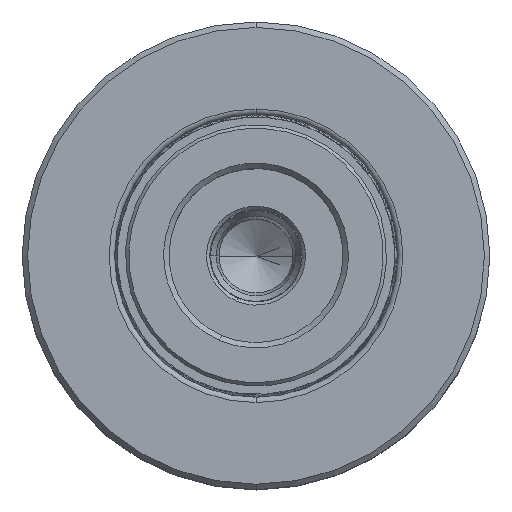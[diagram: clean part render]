
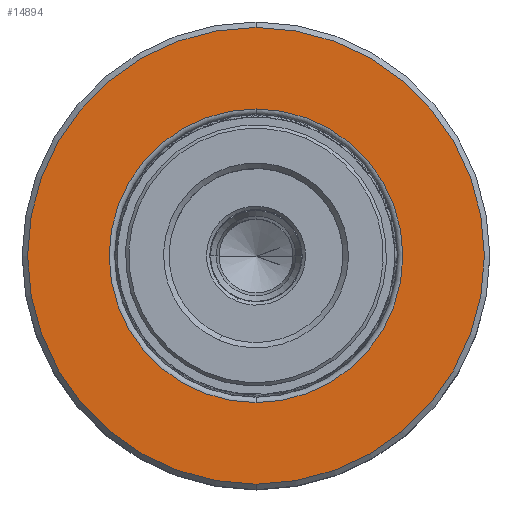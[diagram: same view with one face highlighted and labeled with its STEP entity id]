
A CAD part, top view. The second image highlights one B-rep face of the part: STEP entity #14894.
In plain terms, the highlighted face is planar.
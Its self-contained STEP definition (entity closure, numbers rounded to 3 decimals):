
#376 = PLANE ( 'NONE',  #10272 ) ;
#1977 = CIRCLE ( 'NONE', #28051, 13.5 ) ;
#2417 = DIRECTION ( 'NONE',  ( 0., 0., -1. ) ) ;
#2833 = CARTESIAN_POINT ( 'NONE',  ( 0., 10.687, 0. ) ) ;
#3486 = CARTESIAN_POINT ( 'NONE',  ( 0., 10.687, 13.5 ) ) ;
#3490 = CIRCLE ( 'NONE', #13289, 21. ) ;
#4235 = CARTESIAN_POINT ( 'NONE',  ( 0., 10.687, 21. ) ) ;
#4336 = CIRCLE ( 'NONE', #9350, 13.5 ) ;
#4381 = EDGE_CURVE ( 'NONE', #24284, #16767, #1977, .T. ) ;
#5164 = DIRECTION ( 'NONE',  ( 0., 0., -1. ) ) ;
#5502 = DIRECTION ( 'NONE',  ( 0., -1., 0. ) ) ;
#6356 = EDGE_CURVE ( 'NONE', #23106, #33719, #22555, .T. ) ;
#6946 = FACE_BOUND ( 'NONE', #21115, .T. ) ;
#8121 = DIRECTION ( 'NONE',  ( 0., 0., -1. ) ) ;
#8330 = EDGE_CURVE ( 'NONE', #33719, #23106, #3490, .T. ) ;
#9350 = AXIS2_PLACEMENT_3D ( 'NONE', #12991, #13213, #5164 ) ;
#10272 = AXIS2_PLACEMENT_3D ( 'NONE', #26671, #10668, #10746 ) ;
#10668 = DIRECTION ( 'NONE',  ( 0., 1., 0. ) ) ;
#10746 = DIRECTION ( 'NONE',  ( 0., 0., 1. ) ) ;
#10772 = DIRECTION ( 'NONE',  ( 0., -1., 0. ) ) ;
#11415 = EDGE_CURVE ( 'NONE', #16767, #24284, #4336, .T. ) ;
#12991 = CARTESIAN_POINT ( 'NONE',  ( 0., 10.687, 0. ) ) ;
#13117 = FACE_OUTER_BOUND ( 'NONE', #31138, .T. ) ;
#13213 = DIRECTION ( 'NONE',  ( 0., -1., 0. ) ) ;
#13289 = AXIS2_PLACEMENT_3D ( 'NONE', #26591, #10772, #15745 ) ;
#14894 = ADVANCED_FACE ( 'NONE', ( #6946, #13117 ), #376, .T. ) ;
#15745 = DIRECTION ( 'NONE',  ( 0., 0., -1. ) ) ;
#15766 = CARTESIAN_POINT ( 'NONE',  ( 0., 10.687, 0. ) ) ;
#16547 = CARTESIAN_POINT ( 'NONE',  ( 0., 10.687, -13.5 ) ) ;
#16767 = VERTEX_POINT ( 'NONE', #3486 ) ;
#20917 = ORIENTED_EDGE ( 'NONE', *, *, #11415, .T. ) ;
#21115 = EDGE_LOOP ( 'NONE', ( #26006, #20917 ) ) ;
#21870 = DIRECTION ( 'NONE',  ( 0., -1., 0. ) ) ;
#22555 = CIRCLE ( 'NONE', #32517, 21. ) ;
#23106 = VERTEX_POINT ( 'NONE', #4235 ) ;
#23147 = ORIENTED_EDGE ( 'NONE', *, *, #6356, .F. ) ;
#24284 = VERTEX_POINT ( 'NONE', #16547 ) ;
#26006 = ORIENTED_EDGE ( 'NONE', *, *, #4381, .T. ) ;
#26546 = ORIENTED_EDGE ( 'NONE', *, *, #8330, .F. ) ;
#26591 = CARTESIAN_POINT ( 'NONE',  ( 0., 10.687, 0. ) ) ;
#26627 = CARTESIAN_POINT ( 'NONE',  ( 0., 10.687, -21. ) ) ;
#26671 = CARTESIAN_POINT ( 'NONE',  ( 21., 10.687, 0. ) ) ;
#28051 = AXIS2_PLACEMENT_3D ( 'NONE', #2833, #5502, #8121 ) ;
#31138 = EDGE_LOOP ( 'NONE', ( #26546, #23147 ) ) ;
#32517 = AXIS2_PLACEMENT_3D ( 'NONE', #15766, #21870, #2417 ) ;
#33719 = VERTEX_POINT ( 'NONE', #26627 ) ;
